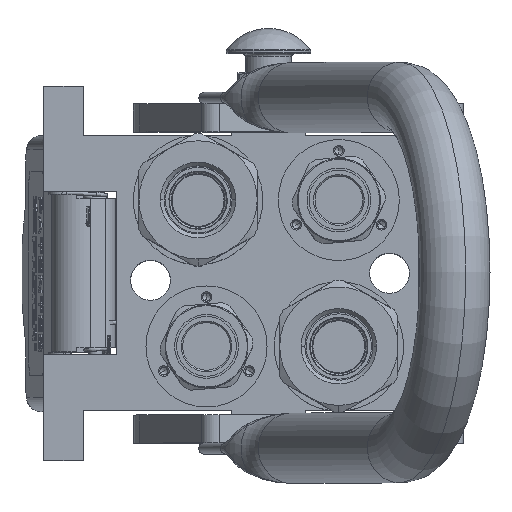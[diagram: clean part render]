
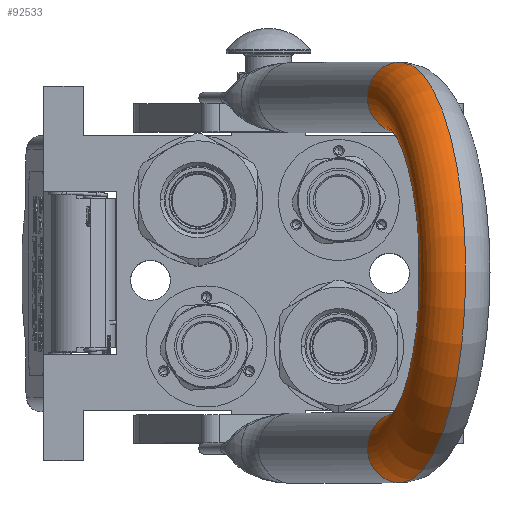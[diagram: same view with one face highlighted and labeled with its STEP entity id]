
A CAD part, top view. The second image highlights one B-rep face of the part: STEP entity #92533.
In plain terms, the highlighted toroidal (fillet/blend) face has major radius 62.25 mm and minor radius 12.5 mm.
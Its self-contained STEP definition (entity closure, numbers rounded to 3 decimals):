
#495 = EDGE_CURVE ( 'NONE', #48516, #140642, #105332, .T. ) ;
#511 = CARTESIAN_POINT ( 'NONE',  ( -49.75, 0., 125.25 ) ) ;
#2146 = CARTESIAN_POINT ( 'NONE',  ( 0., 0., 125.25 ) ) ;
#9044 = ORIENTED_EDGE ( 'NONE', *, *, #61038, .F. ) ;
#11631 = TOROIDAL_SURFACE ( 'NONE', #126415, 62.25, 12.5 ) ;
#17014 = ORIENTED_EDGE ( 'NONE', *, *, #132413, .F. ) ;
#22596 = DIRECTION ( 'NONE',  ( 0., 1., 0. ) ) ;
#25665 = EDGE_LOOP ( 'NONE', ( #81934, #17014, #9044, #101123 ) ) ;
#26971 = FACE_OUTER_BOUND ( 'NONE', #25665, .T. ) ;
#30643 = CARTESIAN_POINT ( 'NONE',  ( -74.75, 0., 125.25 ) ) ;
#47114 = DIRECTION ( 'NONE',  ( 0., 0., -1. ) ) ;
#48492 = DIRECTION ( 'NONE',  ( 1., 0., 0. ) ) ;
#48516 = VERTEX_POINT ( 'NONE', #30643 ) ;
#53443 = CARTESIAN_POINT ( 'NONE',  ( 0., 0., 125.25 ) ) ;
#54206 = AXIS2_PLACEMENT_3D ( 'NONE', #87402, #22596, #64588 ) ;
#57570 = CIRCLE ( 'NONE', #89037, 12.5 ) ;
#61038 = EDGE_CURVE ( 'NONE', #48516, #96366, #83130, .T. ) ;
#64588 = DIRECTION ( 'NONE',  ( -1., 0., 0. ) ) ;
#64979 = CARTESIAN_POINT ( 'NONE',  ( -62.25, 0., 125.25 ) ) ;
#65438 = DIRECTION ( 'NONE',  ( -1., 0., 0. ) ) ;
#76505 = DIRECTION ( 'NONE',  ( 0., 1., 0. ) ) ;
#81934 = ORIENTED_EDGE ( 'NONE', *, *, #110704, .T. ) ;
#83130 = CIRCLE ( 'NONE', #134735, 74.75 ) ;
#83622 = CARTESIAN_POINT ( 'NONE',  ( 74.75, 0., 125.25 ) ) ;
#87402 = CARTESIAN_POINT ( 'NONE',  ( 0., 0., 125.25 ) ) ;
#89037 = AXIS2_PLACEMENT_3D ( 'NONE', #120933, #47114, #48492 ) ;
#92453 = AXIS2_PLACEMENT_3D ( 'NONE', #64979, #98298, #65438 ) ;
#92526 = CIRCLE ( 'NONE', #54206, 49.75 ) ;
#92533 = ADVANCED_FACE ( 'NONE', ( #26971 ), #11631, .T. ) ;
#96366 = VERTEX_POINT ( 'NONE', #83622 ) ;
#98298 = DIRECTION ( 'NONE',  ( 0., 0., 1. ) ) ;
#101123 = ORIENTED_EDGE ( 'NONE', *, *, #495, .T. ) ;
#105332 = CIRCLE ( 'NONE', #92453, 12.5 ) ;
#109857 = DIRECTION ( 'NONE',  ( -1., 0., 0. ) ) ;
#110704 = EDGE_CURVE ( 'NONE', #140642, #116129, #92526, .T. ) ;
#116129 = VERTEX_POINT ( 'NONE', #140893 ) ;
#120933 = CARTESIAN_POINT ( 'NONE',  ( 62.25, 0., 125.25 ) ) ;
#126415 = AXIS2_PLACEMENT_3D ( 'NONE', #53443, #140661, #127827 ) ;
#127827 = DIRECTION ( 'NONE',  ( 1., 0., 0. ) ) ;
#132413 = EDGE_CURVE ( 'NONE', #96366, #116129, #57570, .T. ) ;
#134735 = AXIS2_PLACEMENT_3D ( 'NONE', #2146, #76505, #109857 ) ;
#140642 = VERTEX_POINT ( 'NONE', #511 ) ;
#140661 = DIRECTION ( 'NONE',  ( 0., 1., 0. ) ) ;
#140893 = CARTESIAN_POINT ( 'NONE',  ( 49.75, 0., 125.25 ) ) ;
